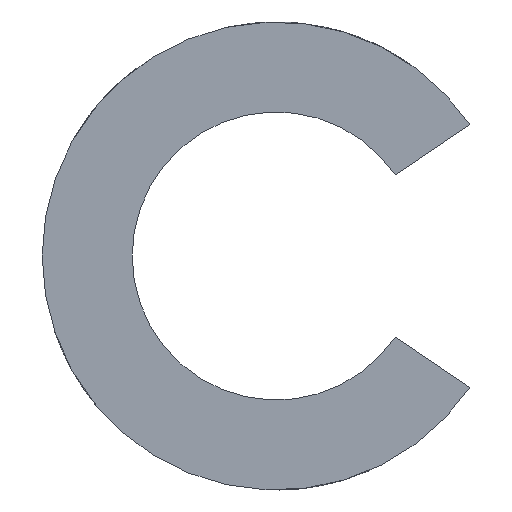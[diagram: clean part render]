
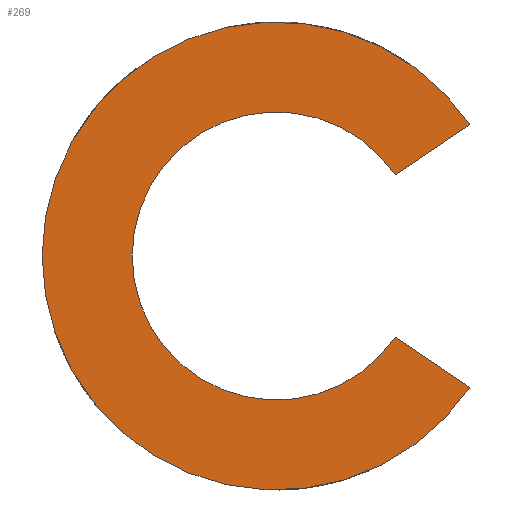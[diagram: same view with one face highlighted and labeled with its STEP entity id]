
A CAD part, left-side view. The second image highlights one B-rep face of the part: STEP entity #269.
In plain terms, the highlighted planar face has unit normal (-1, 0, 0).
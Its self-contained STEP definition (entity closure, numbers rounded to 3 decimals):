
#269 = ADVANCED_FACE( '', ( #557 ), #558, .T. );
#557 = FACE_OUTER_BOUND( '', #861, .T. );
#558 = PLANE( '', #862 );
#861 = EDGE_LOOP( '', ( #1501, #1502, #1503, #1504 ) );
#862 = AXIS2_PLACEMENT_3D( '', #1505, #1506, #1507 );
#1501 = ORIENTED_EDGE( '', *, *, #1765, .F. );
#1502 = ORIENTED_EDGE( '', *, *, #2008, .T. );
#1503 = ORIENTED_EDGE( '', *, *, #1906, .T. );
#1504 = ORIENTED_EDGE( '', *, *, #1903, .T. );
#1505 = CARTESIAN_POINT( '', ( 0., 13., 0. ) );
#1506 = DIRECTION( '', ( -1., 0., 0. ) );
#1507 = DIRECTION( '', ( 0., 0., 1. ) );
#1765 = EDGE_CURVE( '', #2081, #2083, #2084, .T. );
#1903 = EDGE_CURVE( '', #2313, #2083, #2314, .T. );
#1906 = EDGE_CURVE( '', #2317, #2313, #2318, .T. );
#2008 = EDGE_CURVE( '', #2081, #2317, #2452, .T. );
#2081 = VERTEX_POINT( '', #2540 );
#2083 = VERTEX_POINT( '', #2543 );
#2084 = CIRCLE( '', #2544, 13. );
#2313 = VERTEX_POINT( '', #2850 );
#2314 = LINE( '', #2851, #2852 );
#2317 = VERTEX_POINT( '', #2856 );
#2318 = CIRCLE( '', #2857, 8. );
#2452 = LINE( '', #3039, #3040 );
#2540 = CARTESIAN_POINT( '', ( 0., -10.758, -7.298 ) );
#2543 = CARTESIAN_POINT( '', ( 0., -10.758, 7.298 ) );
#2544 = AXIS2_PLACEMENT_3D( '', #3181, #3182, #3183 );
#2850 = CARTESIAN_POINT( '', ( 0., -6.613, 4.502 ) );
#2851 = CARTESIAN_POINT( '', ( 0., -6.61, 4.5 ) );
#2852 = VECTOR( '', #3354, 1000. );
#2856 = CARTESIAN_POINT( '', ( 0., -6.613, -4.502 ) );
#2857 = AXIS2_PLACEMENT_3D( '', #3356, #3357, #3358 );
#3039 = CARTESIAN_POINT( '', ( 0., -10.758, -7.298 ) );
#3040 = VECTOR( '', #3467, 1000. );
#3181 = CARTESIAN_POINT( '', ( 0., 0., 0. ) );
#3182 = DIRECTION( '', ( 1., 0., 0. ) );
#3183 = DIRECTION( '', ( 0., 0., -1. ) );
#3354 = DIRECTION( '', ( 0., -0.829, 0.559 ) );
#3356 = CARTESIAN_POINT( '', ( 0., 0., 0. ) );
#3357 = DIRECTION( '', ( 1., 0., 0. ) );
#3358 = DIRECTION( '', ( 0., 0., -1. ) );
#3467 = DIRECTION( '', ( 0., 0.829, 0.559 ) );
